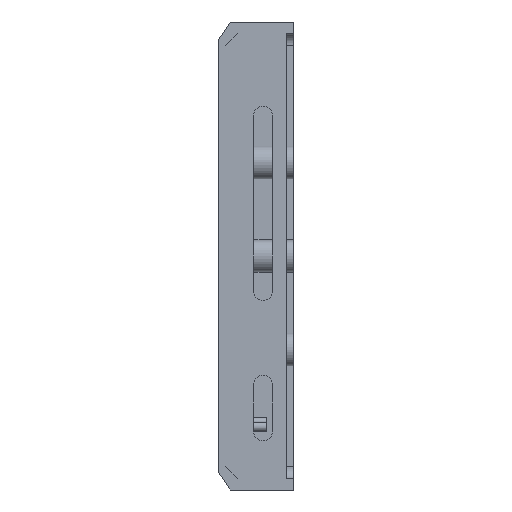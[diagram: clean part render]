
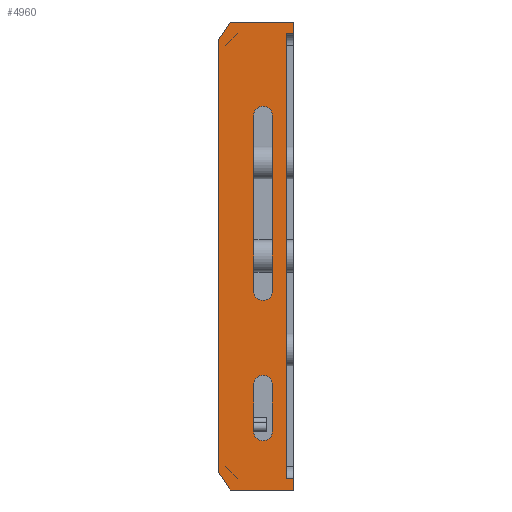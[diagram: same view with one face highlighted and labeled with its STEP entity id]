
A CAD part, left-side view. The second image highlights one B-rep face of the part: STEP entity #4960.
In plain terms, the highlighted planar face has unit normal (-1, 0, 0).
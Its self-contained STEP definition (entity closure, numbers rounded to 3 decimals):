
#115=FACE_BOUND('',#852,.T.);
#116=FACE_BOUND('',#853,.T.);
#117=FACE_BOUND('',#854,.T.);
#118=FACE_BOUND('',#855,.T.);
#183=CIRCLE('',#5267,4.);
#185=CIRCLE('',#5271,4.);
#201=CIRCLE('',#5317,4.);
#202=CIRCLE('',#5320,4.);
#505=FACE_OUTER_BOUND('',#851,.T.);
#851=EDGE_LOOP('',(#4450,#4451,#4452,#4453,#4454,#4455,#4456,#4457,#4458,
#4459));
#852=EDGE_LOOP('',(#4460,#4461,#4462,#4463));
#853=EDGE_LOOP('',(#4464,#4465,#4466,#4467));
#854=EDGE_LOOP('',(#4468,#4469,#4470,#4471));
#855=EDGE_LOOP('',(#4472,#4473,#4474,#4475));
#1304=LINE('',#7605,#1883);
#1313=LINE('',#7631,#1892);
#1316=LINE('',#7637,#1895);
#1358=LINE('',#7779,#1937);
#1364=LINE('',#7792,#1943);
#1369=LINE('',#7807,#1948);
#1380=LINE('',#7863,#1959);
#1385=LINE('',#7872,#1964);
#1411=LINE('',#7995,#1990);
#1413=LINE('',#7999,#1992);
#1415=LINE('',#8003,#1994);
#1417=LINE('',#8006,#1996);
#1419=LINE('',#8010,#1998);
#1421=LINE('',#8014,#2000);
#1422=LINE('',#8015,#2001);
#1424=LINE('',#8018,#2003);
#1425=LINE('',#8021,#2004);
#1427=LINE('',#8027,#2006);
#1429=LINE('',#8033,#2008);
#1430=LINE('',#8035,#2009);
#1433=LINE('',#8039,#2012);
#1434=LINE('',#8041,#2013);
#1883=VECTOR('',#6199,10.);
#1892=VECTOR('',#6224,10.);
#1895=VECTOR('',#6229,10.);
#1937=VECTOR('',#6409,10.);
#1943=VECTOR('',#6417,10.);
#1948=VECTOR('',#6430,10.);
#1959=VECTOR('',#6497,10.);
#1964=VECTOR('',#6502,10.);
#1990=VECTOR('',#6552,10.);
#1992=VECTOR('',#6556,10.);
#1994=VECTOR('',#6560,10.);
#1996=VECTOR('',#6562,10.);
#1998=VECTOR('',#6566,10.);
#2000=VECTOR('',#6570,10.);
#2001=VECTOR('',#6571,10.);
#2003=VECTOR('',#6575,10.);
#2004=VECTOR('',#6578,10.);
#2006=VECTOR('',#6586,10.);
#2008=VECTOR('',#6594,10.);
#2009=VECTOR('',#6595,10.);
#2012=VECTOR('',#6600,10.);
#2013=VECTOR('',#6603,10.);
#2350=VERTEX_POINT('',#7603);
#2351=VERTEX_POINT('',#7604);
#2359=VERTEX_POINT('',#7629);
#2360=VERTEX_POINT('',#7630);
#2361=VERTEX_POINT('',#7635);
#2362=VERTEX_POINT('',#7636);
#2392=VERTEX_POINT('',#7777);
#2393=VERTEX_POINT('',#7778);
#2398=VERTEX_POINT('',#7790);
#2399=VERTEX_POINT('',#7791);
#2402=VERTEX_POINT('',#7799);
#2404=VERTEX_POINT('',#7805);
#2405=VERTEX_POINT('',#7806);
#2408=VERTEX_POINT('',#7814);
#2422=VERTEX_POINT('',#7862);
#2426=VERTEX_POINT('',#7871);
#2447=VERTEX_POINT('',#7994);
#2448=VERTEX_POINT('',#7998);
#2449=VERTEX_POINT('',#8002);
#2450=VERTEX_POINT('',#8005);
#2451=VERTEX_POINT('',#8009);
#2452=VERTEX_POINT('',#8013);
#2453=VERTEX_POINT('',#8020);
#2454=VERTEX_POINT('',#8026);
#2455=VERTEX_POINT('',#8032);
#2456=VERTEX_POINT('',#8034);
#2945=EDGE_CURVE('',#2350,#2351,#1304,.T.);
#2958=EDGE_CURVE('',#2359,#2360,#1313,.T.);
#2961=EDGE_CURVE('',#2361,#2362,#1316,.T.);
#3025=EDGE_CURVE('',#2392,#2393,#1358,.T.);
#3031=EDGE_CURVE('',#2398,#2399,#1364,.T.);
#3035=EDGE_CURVE('',#2399,#2402,#183,.T.);
#3038=EDGE_CURVE('',#2404,#2405,#1369,.T.);
#3042=EDGE_CURVE('',#2405,#2408,#185,.T.);
#3063=EDGE_CURVE('',#2422,#2359,#1380,.T.);
#3068=EDGE_CURVE('',#2426,#2392,#1385,.T.);
#3104=EDGE_CURVE('',#2351,#2447,#1411,.T.);
#3106=EDGE_CURVE('',#2447,#2448,#1413,.T.);
#3108=EDGE_CURVE('',#2449,#2426,#1415,.T.);
#3110=EDGE_CURVE('',#2450,#2350,#1417,.T.);
#3112=EDGE_CURVE('',#2448,#2451,#1419,.T.);
#3114=EDGE_CURVE('',#2362,#2452,#1421,.T.);
#3115=EDGE_CURVE('',#2393,#2450,#1422,.T.);
#3117=EDGE_CURVE('',#2451,#2449,#1424,.T.);
#3118=EDGE_CURVE('',#2402,#2453,#1425,.T.);
#3120=EDGE_CURVE('',#2453,#2398,#201,.T.);
#3121=EDGE_CURVE('',#2408,#2454,#1427,.T.);
#3123=EDGE_CURVE('',#2454,#2404,#202,.T.);
#3124=EDGE_CURVE('',#2360,#2455,#1429,.T.);
#3125=EDGE_CURVE('',#2456,#2361,#1430,.T.);
#3128=EDGE_CURVE('',#2452,#2456,#1433,.T.);
#3129=EDGE_CURVE('',#2455,#2422,#1434,.T.);
#4450=ORIENTED_EDGE('',*,*,#3104,.T.);
#4451=ORIENTED_EDGE('',*,*,#3106,.T.);
#4452=ORIENTED_EDGE('',*,*,#3112,.T.);
#4453=ORIENTED_EDGE('',*,*,#3117,.T.);
#4454=ORIENTED_EDGE('',*,*,#3108,.T.);
#4455=ORIENTED_EDGE('',*,*,#3068,.T.);
#4456=ORIENTED_EDGE('',*,*,#3025,.T.);
#4457=ORIENTED_EDGE('',*,*,#3115,.T.);
#4458=ORIENTED_EDGE('',*,*,#3110,.T.);
#4459=ORIENTED_EDGE('',*,*,#2945,.T.);
#4460=ORIENTED_EDGE('',*,*,#3124,.T.);
#4461=ORIENTED_EDGE('',*,*,#3129,.T.);
#4462=ORIENTED_EDGE('',*,*,#3063,.T.);
#4463=ORIENTED_EDGE('',*,*,#2958,.T.);
#4464=ORIENTED_EDGE('',*,*,#3114,.T.);
#4465=ORIENTED_EDGE('',*,*,#3128,.T.);
#4466=ORIENTED_EDGE('',*,*,#3125,.T.);
#4467=ORIENTED_EDGE('',*,*,#2961,.T.);
#4468=ORIENTED_EDGE('',*,*,#3121,.T.);
#4469=ORIENTED_EDGE('',*,*,#3123,.T.);
#4470=ORIENTED_EDGE('',*,*,#3038,.T.);
#4471=ORIENTED_EDGE('',*,*,#3042,.T.);
#4472=ORIENTED_EDGE('',*,*,#3118,.T.);
#4473=ORIENTED_EDGE('',*,*,#3120,.T.);
#4474=ORIENTED_EDGE('',*,*,#3031,.T.);
#4475=ORIENTED_EDGE('',*,*,#3035,.T.);
#4694=PLANE('',#5324);
#4960=ADVANCED_FACE('',(#505,#115,#116,#117,#118),#4694,.T.);
#5267=AXIS2_PLACEMENT_3D('',#7800,#6423,#6424);
#5271=AXIS2_PLACEMENT_3D('',#7815,#6436,#6437);
#5317=AXIS2_PLACEMENT_3D('',#8024,#6582,#6583);
#5320=AXIS2_PLACEMENT_3D('',#8030,#6590,#6591);
#5324=AXIS2_PLACEMENT_3D('',#8042,#6604,#6605);
#6199=DIRECTION('',(0.,1.,0.));
#6224=DIRECTION('',(0.,0.707,0.707));
#6229=DIRECTION('',(0.,-0.707,0.707));
#6409=DIRECTION('',(0.,0.,1.));
#6417=DIRECTION('',(0.,0.,1.));
#6423=DIRECTION('center_axis',(1.,0.,0.));
#6424=DIRECTION('ref_axis',(0.,-1.,0.));
#6430=DIRECTION('',(0.,0.,-1.));
#6436=DIRECTION('center_axis',(1.,0.,0.));
#6437=DIRECTION('ref_axis',(0.,1.,0.));
#6497=DIRECTION('',(0.,1.,0.));
#6502=DIRECTION('',(0.,1.,0.));
#6552=DIRECTION('',(0.,0.555,-0.832));
#6556=DIRECTION('',(0.,0.,-1.));
#6560=DIRECTION('',(0.,0.,1.));
#6562=DIRECTION('',(0.,0.,1.));
#6566=DIRECTION('',(0.,-0.555,-0.832));
#6570=DIRECTION('',(0.,-1.,0.));
#6571=DIRECTION('',(0.,-1.,0.));
#6575=DIRECTION('',(0.,-1.,0.));
#6578=DIRECTION('',(0.,0.,-1.));
#6582=DIRECTION('center_axis',(1.,0.,0.));
#6583=DIRECTION('ref_axis',(0.,1.,0.));
#6586=DIRECTION('',(0.,0.,1.));
#6590=DIRECTION('center_axis',(1.,0.,0.));
#6591=DIRECTION('ref_axis',(0.,-1.,0.));
#6594=DIRECTION('',(0.,0.,1.));
#6595=DIRECTION('',(0.,0.,1.));
#6600=DIRECTION('',(0.,0.707,-0.707));
#6603=DIRECTION('',(0.,-0.707,-0.707));
#6604=DIRECTION('center_axis',(-1.,0.,0.));
#6605=DIRECTION('ref_axis',(0.,0.,1.));
#7603=CARTESIAN_POINT('',(209.,-30.,190.));
#7604=CARTESIAN_POINT('',(209.,-3.,190.));
#7605=CARTESIAN_POINT('',(209.,-6.,190.));
#7629=CARTESIAN_POINT('',(209.,-5.999,-5.));
#7630=CARTESIAN_POINT('',(209.,-1.,-0.001));
#7631=CARTESIAN_POINT('',(209.,17.001,18.));
#7635=CARTESIAN_POINT('',(209.,-1.,180.001));
#7636=CARTESIAN_POINT('',(209.,-5.999,185.));
#7637=CARTESIAN_POINT('',(209.,17.001,162.001));
#7777=CARTESIAN_POINT('',(209.,-27.,-5.));
#7778=CARTESIAN_POINT('',(209.,-27.,185.));
#7779=CARTESIAN_POINT('',(209.,-27.,42.5));
#7790=CARTESIAN_POINT('',(209.,-13.,75.));
#7791=CARTESIAN_POINT('',(209.,-13.,150.));
#7792=CARTESIAN_POINT('',(209.,-13.,82.5));
#7799=CARTESIAN_POINT('',(209.,-21.,150.));
#7800=CARTESIAN_POINT('Origin',(209.,-17.,150.));
#7805=CARTESIAN_POINT('',(209.,-21.,35.));
#7806=CARTESIAN_POINT('',(209.,-21.,15.));
#7807=CARTESIAN_POINT('',(209.,-21.,62.5));
#7814=CARTESIAN_POINT('',(209.,-13.,15.));
#7815=CARTESIAN_POINT('Origin',(209.,-17.,15.));
#7862=CARTESIAN_POINT('',(209.,-6.,-5.));
#7863=CARTESIAN_POINT('',(209.,-7.,-5.));
#7871=CARTESIAN_POINT('',(209.,-30.,-5.));
#7872=CARTESIAN_POINT('',(209.,-7.,-5.));
#7994=CARTESIAN_POINT('',(209.,2.,182.5));
#7995=CARTESIAN_POINT('',(209.,19.635,156.048));
#7998=CARTESIAN_POINT('',(209.,2.,-2.5));
#7999=CARTESIAN_POINT('',(209.,2.,90.));
#8002=CARTESIAN_POINT('',(209.,-30.,-10.));
#8003=CARTESIAN_POINT('',(209.,-30.,90.));
#8005=CARTESIAN_POINT('',(209.,-30.,185.));
#8006=CARTESIAN_POINT('',(209.,-30.,90.));
#8009=CARTESIAN_POINT('',(209.,-3.,-10.));
#8010=CARTESIAN_POINT('',(209.,19.635,23.952));
#8013=CARTESIAN_POINT('',(209.,-6.,185.));
#8014=CARTESIAN_POINT('',(209.,-7.,185.));
#8015=CARTESIAN_POINT('',(209.,-7.,185.));
#8018=CARTESIAN_POINT('',(209.,-6.,-10.));
#8020=CARTESIAN_POINT('',(209.,-21.,75.));
#8021=CARTESIAN_POINT('',(209.,-21.,120.));
#8024=CARTESIAN_POINT('Origin',(209.,-17.,75.));
#8026=CARTESIAN_POINT('',(209.,-13.,35.));
#8027=CARTESIAN_POINT('',(209.,-13.,52.5));
#8030=CARTESIAN_POINT('Origin',(209.,-17.,35.));
#8032=CARTESIAN_POINT('',(209.,-1.,0.));
#8033=CARTESIAN_POINT('',(209.,-1.,90.));
#8034=CARTESIAN_POINT('',(209.,-1.,180.));
#8035=CARTESIAN_POINT('',(209.,-1.,90.));
#8039=CARTESIAN_POINT('',(209.,15.75,163.25));
#8041=CARTESIAN_POINT('',(209.,18.25,19.25));
#8042=CARTESIAN_POINT('Origin',(209.,-14.,90.));
